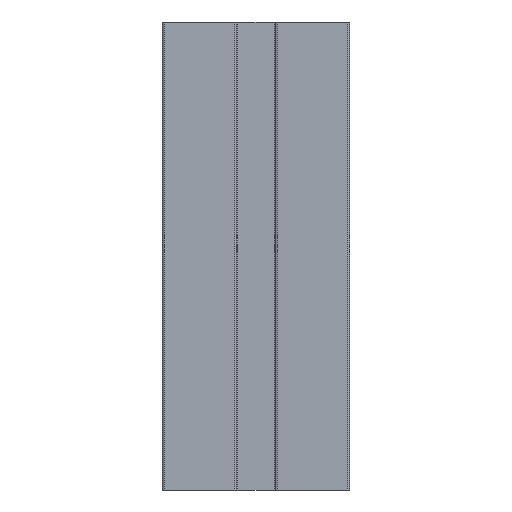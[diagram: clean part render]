
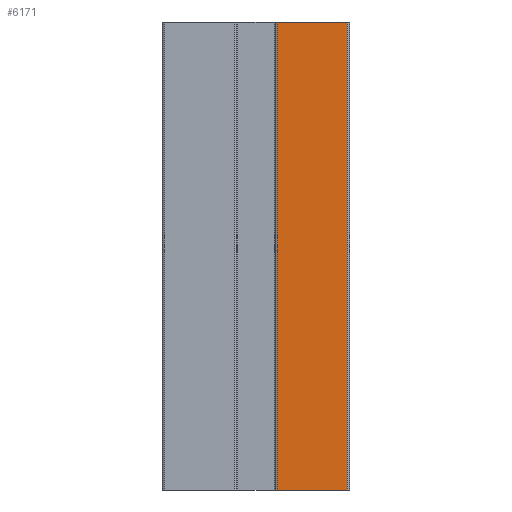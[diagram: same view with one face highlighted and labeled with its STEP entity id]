
A CAD part, left-side view. The second image highlights one B-rep face of the part: STEP entity #6171.
In plain terms, the highlighted planar face has unit normal (-1, 0, 0).
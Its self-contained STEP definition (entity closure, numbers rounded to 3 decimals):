
#303 = CARTESIAN_POINT ( 'NONE',  ( 7703.816, 1525.699, 100. ) ) ;
#414 = CARTESIAN_POINT ( 'NONE',  ( 7703.816, 1540.699, 100. ) ) ;
#449 = DIRECTION ( 'NONE',  ( 0., 0., -1. ) ) ;
#716 = DIRECTION ( 'NONE',  ( 0., 0., -1. ) ) ;
#1108 = DIRECTION ( 'NONE',  ( 0., 0., 1. ) ) ;
#1162 = LINE ( 'NONE', #7973, #6934 ) ;
#1625 = LINE ( 'NONE', #3305, #3329 ) ;
#2620 = CARTESIAN_POINT ( 'NONE',  ( 7703.816, 1525.699, 100. ) ) ;
#2641 = CARTESIAN_POINT ( 'NONE',  ( 7703.816, 1540.699, 0. ) ) ;
#2643 = ORIENTED_EDGE ( 'NONE', *, *, #7752, .F. ) ;
#3121 = VECTOR ( 'NONE', #449, 1000. ) ;
#3301 = ORIENTED_EDGE ( 'NONE', *, *, #7782, .F. ) ;
#3305 = CARTESIAN_POINT ( 'NONE',  ( 7703.816, 1564.699, 100. ) ) ;
#3329 = VECTOR ( 'NONE', #6315, 1000. ) ;
#3335 = DIRECTION ( 'NONE',  ( 0., 1., 0. ) ) ;
#3756 = VERTEX_POINT ( 'NONE', #303 ) ;
#4003 = CARTESIAN_POINT ( 'NONE',  ( 7703.816, 1540.699, 100. ) ) ;
#4343 = PLANE ( 'NONE',  #7595 ) ;
#5101 = CARTESIAN_POINT ( 'NONE',  ( 7703.816, 1540.699, 100. ) ) ;
#5117 = VERTEX_POINT ( 'NONE', #2641 ) ;
#5131 = DIRECTION ( 'NONE',  ( 1., 0., 0. ) ) ;
#5365 = LINE ( 'NONE', #2620, #3121 ) ;
#5587 = LINE ( 'NONE', #414, #7432 ) ;
#5882 = FACE_OUTER_BOUND ( 'NONE', #7889, .T. ) ;
#6044 = ORIENTED_EDGE ( 'NONE', *, *, #7780, .F. ) ;
#6171 = ADVANCED_FACE ( 'NONE', ( #5882 ), #4343, .F. ) ;
#6274 = ORIENTED_EDGE ( 'NONE', *, *, #7767, .F. ) ;
#6315 = DIRECTION ( 'NONE',  ( 0., -1., 0. ) ) ;
#6482 = CARTESIAN_POINT ( 'NONE',  ( 7703.816, 1525.699, 0. ) ) ;
#6934 = VECTOR ( 'NONE', #3335, 1000. ) ;
#7432 = VECTOR ( 'NONE', #1108, 1000. ) ;
#7595 = AXIS2_PLACEMENT_3D ( 'NONE', #5101, #5131, #716 ) ;
#7752 = EDGE_CURVE ( 'NONE', #5117, #8436, #5587, .T. ) ;
#7767 = EDGE_CURVE ( 'NONE', #8436, #3756, #1625, .T. ) ;
#7780 = EDGE_CURVE ( 'NONE', #3756, #8949, #5365, .T. ) ;
#7782 = EDGE_CURVE ( 'NONE', #8949, #5117, #1162, .T. ) ;
#7889 = EDGE_LOOP ( 'NONE', ( #6044, #6274, #2643, #3301 ) ) ;
#7973 = CARTESIAN_POINT ( 'NONE',  ( 7703.816, 1564.699, 0. ) ) ;
#8436 = VERTEX_POINT ( 'NONE', #4003 ) ;
#8949 = VERTEX_POINT ( 'NONE', #6482 ) ;
